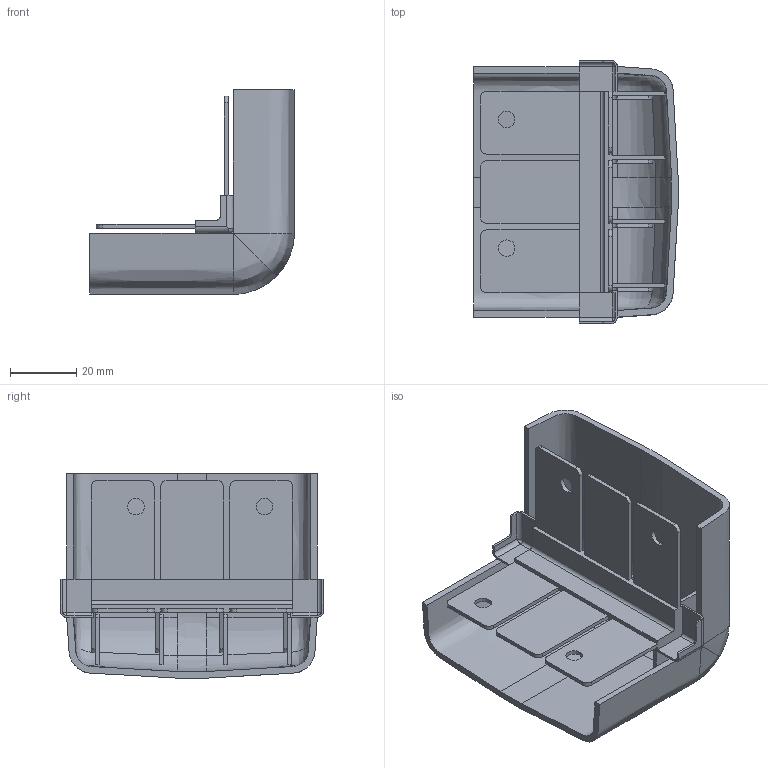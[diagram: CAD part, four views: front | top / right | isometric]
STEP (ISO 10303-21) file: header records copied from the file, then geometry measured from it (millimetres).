
FILE_DESCRIPTION (( 'STEP AP203' ), '1' );
FILE_NAME ('CKK11D-W-080-020-K01 Âíåøíèé óãîë èçìåíÿåìûé ÊÌÍÏ 80õ20.STEP', '2016-07-13T07:29:30', ( '' ), ( '' ), 'SwSTEP 2.0', 'SolidWorks 2014', '' );
FILE_SCHEMA (( 'CONFIG_CONTROL_DESIGN' ));
Length unit declared in the file: millimetre
Products named in the file (1): CKK11D-W-080-020-K01 Âíåøíèé óãîë èçìåíÿåìûé ÊÌÍÏ 80õ20
Bounding box: 62 x 79.8 x 62 mm (x, y, z)
Volume: 33698 mm3; surface area: 37733 mm2
Topology: 2 solids, 2 shells, 185 faces, 533 edges, 336 vertices
Faces by surface type: plane 103, cylinder 56, bspline 22, torus 4
Entity records: 10546 total; most frequent: CARTESIAN_POINT 5792, ORIENTED_EDGE 1038, DIRECTION 900, EDGE_CURVE 519, VERTEX_POINT 336, VECTOR 320, LINE 320, AXIS2_PLACEMENT_3D 290
